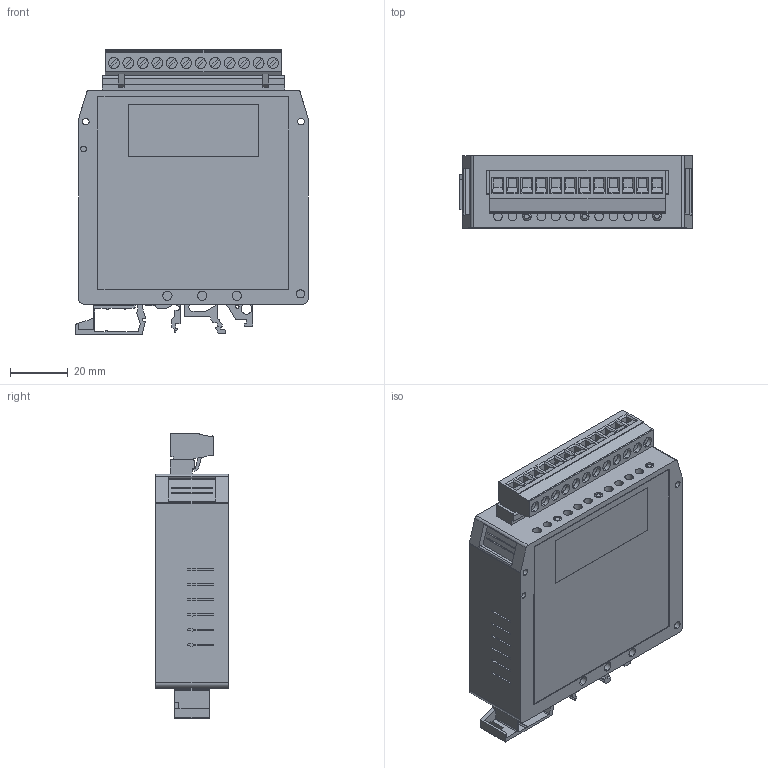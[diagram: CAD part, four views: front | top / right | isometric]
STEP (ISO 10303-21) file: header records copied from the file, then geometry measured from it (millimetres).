
FILE_DESCRIPTION (( 'STEP AP214' ), '1' );
FILE_NAME ('NC11-NC12_rev0.STEP', '2021-12-29T15:32:13', ( '' ), ( '' ), 'SwSTEP 2.0', 'SolidWorks 2021', '' );
FILE_SCHEMA (( 'AUTOMOTIVE_DESIGN' ));
Length unit declared in the file: millimetre
Products named in the file (1): NC11-NC12_rev0
Bounding box: 80.4 x 25 x 98.35 mm (x, y, z)
Volume: 154256.1 mm3; surface area: 29047.4 mm2
Topology: 1 solids, 4 shells, 638 faces, 1638 edges, 1077 vertices
Faces by surface type: plane 483, cylinder 149, bspline 6
Entity records: 26376 total; most frequent: CARTESIAN_POINT 3444, ORIENTED_EDGE 3276, DIRECTION 3262, EDGE_CURVE 1638, LINE 1280, VECTOR 1280, VERTEX_POINT 1077, AXIS2_PLACEMENT_3D 991
